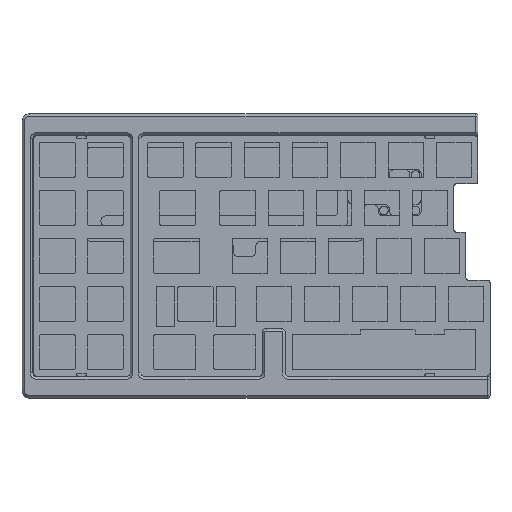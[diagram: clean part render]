
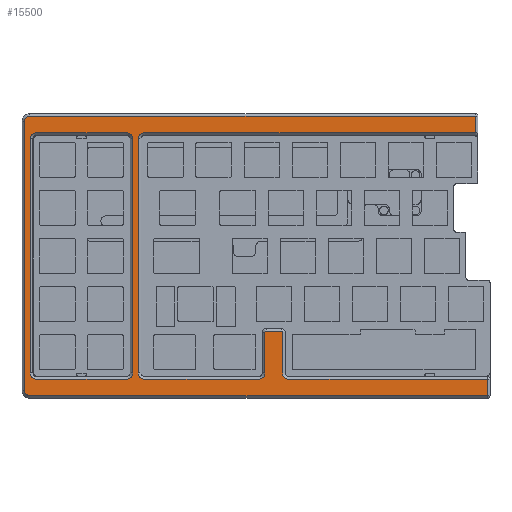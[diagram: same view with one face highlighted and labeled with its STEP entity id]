
A CAD part, top view. The second image highlights one B-rep face of the part: STEP entity #15500.
In plain terms, the highlighted planar face has unit normal (0, 0, 1).
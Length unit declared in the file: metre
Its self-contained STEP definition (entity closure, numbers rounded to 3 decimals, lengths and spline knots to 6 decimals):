
#999=CIRCLE('',#16906,0.0025);
#1000=CIRCLE('',#16907,0.0025);
#1001=CIRCLE('',#16908,0.0025);
#1002=CIRCLE('',#16909,0.0025);
#1003=CIRCLE('',#16910,0.0025);
#1004=CIRCLE('',#16911,0.002);
#1005=CIRCLE('',#16912,0.002);
#1006=CIRCLE('',#16913,0.0025);
#1007=CIRCLE('',#16914,0.0005);
#1008=CIRCLE('',#16915,0.0005);
#1009=CIRCLE('',#16916,0.0025);
#1010=CIRCLE('',#16917,0.0025);
#2491=LINE('',#26148,#3999);
#2492=LINE('',#26152,#4000);
#2493=LINE('',#26156,#4001);
#2494=LINE('',#26160,#4002);
#2495=LINE('',#26164,#4003);
#2496=LINE('',#26166,#4004);
#2497=LINE('',#26168,#4005);
#2498=LINE('',#26172,#4006);
#2499=LINE('',#26176,#4007);
#2500=LINE('',#26178,#4008);
#2501=LINE('',#26180,#4009);
#2502=LINE('',#26184,#4010);
#2503=LINE('',#26188,#4011);
#2504=LINE('',#26192,#4012);
#2505=LINE('',#26196,#4013);
#2506=LINE('',#26200,#4014);
#3999=VECTOR('',#21044,1.);
#4000=VECTOR('',#21047,1.);
#4001=VECTOR('',#21050,1.);
#4002=VECTOR('',#21053,1.);
#4003=VECTOR('',#21056,1.);
#4004=VECTOR('',#21057,1.);
#4005=VECTOR('',#21058,1.);
#4006=VECTOR('',#21061,1.);
#4007=VECTOR('',#21064,1.);
#4008=VECTOR('',#21065,1.);
#4009=VECTOR('',#21066,1.);
#4010=VECTOR('',#21069,1.);
#4011=VECTOR('',#21072,1.);
#4012=VECTOR('',#21075,1.);
#4013=VECTOR('',#21078,1.);
#4014=VECTOR('',#21081,1.);
#8197=ORIENTED_EDGE('',*,*,#10674,.T.);
#8198=ORIENTED_EDGE('',*,*,#10675,.T.);
#8199=ORIENTED_EDGE('',*,*,#10676,.T.);
#8200=ORIENTED_EDGE('',*,*,#10677,.T.);
#8201=ORIENTED_EDGE('',*,*,#10678,.T.);
#8202=ORIENTED_EDGE('',*,*,#10679,.T.);
#8203=ORIENTED_EDGE('',*,*,#10680,.T.);
#8204=ORIENTED_EDGE('',*,*,#10681,.T.);
#8205=ORIENTED_EDGE('',*,*,#10682,.T.);
#8206=ORIENTED_EDGE('',*,*,#10683,.T.);
#8207=ORIENTED_EDGE('',*,*,#10684,.T.);
#8208=ORIENTED_EDGE('',*,*,#10685,.T.);
#8209=ORIENTED_EDGE('',*,*,#10686,.T.);
#8210=ORIENTED_EDGE('',*,*,#10687,.T.);
#8211=ORIENTED_EDGE('',*,*,#10688,.T.);
#8212=ORIENTED_EDGE('',*,*,#10689,.T.);
#8213=ORIENTED_EDGE('',*,*,#10690,.T.);
#8214=ORIENTED_EDGE('',*,*,#10691,.T.);
#8215=ORIENTED_EDGE('',*,*,#10692,.T.);
#8216=ORIENTED_EDGE('',*,*,#10693,.T.);
#8217=ORIENTED_EDGE('',*,*,#10694,.T.);
#8218=ORIENTED_EDGE('',*,*,#10695,.T.);
#8219=ORIENTED_EDGE('',*,*,#10696,.T.);
#8220=ORIENTED_EDGE('',*,*,#10697,.T.);
#8221=ORIENTED_EDGE('',*,*,#10698,.T.);
#8222=ORIENTED_EDGE('',*,*,#10699,.T.);
#8223=ORIENTED_EDGE('',*,*,#10700,.T.);
#8224=ORIENTED_EDGE('',*,*,#10701,.T.);
#10674=EDGE_CURVE('',#12243,#12244,#999,.F.);
#10675=EDGE_CURVE('',#12244,#12245,#2491,.T.);
#10676=EDGE_CURVE('',#12245,#12246,#1000,.F.);
#10677=EDGE_CURVE('',#12246,#12247,#2492,.T.);
#10678=EDGE_CURVE('',#12247,#12248,#1001,.F.);
#10679=EDGE_CURVE('',#12248,#12249,#2493,.T.);
#10680=EDGE_CURVE('',#12249,#12250,#1002,.F.);
#10681=EDGE_CURVE('',#12250,#12243,#2494,.T.);
#10682=EDGE_CURVE('',#12251,#12252,#1003,.F.);
#10683=EDGE_CURVE('',#12252,#12253,#2495,.T.);
#10684=EDGE_CURVE('',#12253,#12254,#2496,.T.);
#10685=EDGE_CURVE('',#12254,#12255,#2497,.T.);
#10686=EDGE_CURVE('',#12255,#12256,#1004,.T.);
#10687=EDGE_CURVE('',#12256,#12257,#2498,.T.);
#10688=EDGE_CURVE('',#12257,#12258,#1005,.T.);
#10689=EDGE_CURVE('',#12258,#12259,#2499,.T.);
#10690=EDGE_CURVE('',#12259,#12260,#2500,.T.);
#10691=EDGE_CURVE('',#12260,#12261,#2501,.T.);
#10692=EDGE_CURVE('',#12261,#12262,#1006,.F.);
#10693=EDGE_CURVE('',#12262,#12263,#2502,.T.);
#10694=EDGE_CURVE('',#12263,#12264,#1007,.T.);
#10695=EDGE_CURVE('',#12264,#12265,#2503,.T.);
#10696=EDGE_CURVE('',#12265,#12266,#1008,.T.);
#10697=EDGE_CURVE('',#12266,#12267,#2504,.T.);
#10698=EDGE_CURVE('',#12267,#12268,#1009,.F.);
#10699=EDGE_CURVE('',#12268,#12269,#2505,.T.);
#10700=EDGE_CURVE('',#12269,#12270,#1010,.F.);
#10701=EDGE_CURVE('',#12270,#12251,#2506,.T.);
#12243=VERTEX_POINT('',#26146);
#12244=VERTEX_POINT('',#26147);
#12245=VERTEX_POINT('',#26149);
#12246=VERTEX_POINT('',#26151);
#12247=VERTEX_POINT('',#26153);
#12248=VERTEX_POINT('',#26155);
#12249=VERTEX_POINT('',#26157);
#12250=VERTEX_POINT('',#26159);
#12251=VERTEX_POINT('',#26162);
#12252=VERTEX_POINT('',#26163);
#12253=VERTEX_POINT('',#26165);
#12254=VERTEX_POINT('',#26167);
#12255=VERTEX_POINT('',#26169);
#12256=VERTEX_POINT('',#26171);
#12257=VERTEX_POINT('',#26173);
#12258=VERTEX_POINT('',#26175);
#12259=VERTEX_POINT('',#26177);
#12260=VERTEX_POINT('',#26179);
#12261=VERTEX_POINT('',#26181);
#12262=VERTEX_POINT('',#26183);
#12263=VERTEX_POINT('',#26185);
#12264=VERTEX_POINT('',#26187);
#12265=VERTEX_POINT('',#26189);
#12266=VERTEX_POINT('',#26191);
#12267=VERTEX_POINT('',#26193);
#12268=VERTEX_POINT('',#26195);
#12269=VERTEX_POINT('',#26197);
#12270=VERTEX_POINT('',#26199);
#13267=EDGE_LOOP('',(#8197,#8198,#8199,#8200,#8201,#8202,#8203,#8204));
#13268=EDGE_LOOP('',(#8205,#8206,#8207,#8208,#8209,#8210,#8211,#8212,#8213,
#8214,#8215,#8216,#8217,#8218,#8219,#8220,#8221,#8222,#8223,#8224));
#14245=FACE_BOUND('',#13267,.T.);
#14246=FACE_BOUND('',#13268,.T.);
#14742=PLANE('',#16905);
#15500=ADVANCED_FACE('',(#14245,#14246),#14742,.T.);
#16905=AXIS2_PLACEMENT_3D('',#26144,#21040,#21041);
#16906=AXIS2_PLACEMENT_3D('',#26145,#21042,#21043);
#16907=AXIS2_PLACEMENT_3D('',#26150,#21045,#21046);
#16908=AXIS2_PLACEMENT_3D('',#26154,#21048,#21049);
#16909=AXIS2_PLACEMENT_3D('',#26158,#21051,#21052);
#16910=AXIS2_PLACEMENT_3D('',#26161,#21054,#21055);
#16911=AXIS2_PLACEMENT_3D('',#26170,#21059,#21060);
#16912=AXIS2_PLACEMENT_3D('',#26174,#21062,#21063);
#16913=AXIS2_PLACEMENT_3D('',#26182,#21067,#21068);
#16914=AXIS2_PLACEMENT_3D('',#26186,#21070,#21071);
#16915=AXIS2_PLACEMENT_3D('',#26190,#21073,#21074);
#16916=AXIS2_PLACEMENT_3D('',#26194,#21076,#21077);
#16917=AXIS2_PLACEMENT_3D('',#26198,#21079,#21080);
#21040=DIRECTION('',(0.,0.,1.));
#21041=DIRECTION('',(1.,0.,0.));
#21042=DIRECTION('',(0.,0.,1.));
#21043=DIRECTION('',(1.,0.,0.));
#21044=DIRECTION('',(1.,0.,0.));
#21045=DIRECTION('',(0.,0.,1.));
#21046=DIRECTION('',(1.,0.,0.));
#21047=DIRECTION('',(0.,-1.,0.));
#21048=DIRECTION('',(0.,0.,1.));
#21049=DIRECTION('',(1.,0.,0.));
#21050=DIRECTION('',(-1.,0.,0.));
#21051=DIRECTION('',(0.,0.,1.));
#21052=DIRECTION('',(1.,0.,0.));
#21053=DIRECTION('',(0.,1.,0.));
#21054=DIRECTION('',(0.,0.,1.));
#21055=DIRECTION('',(1.,0.,0.));
#21056=DIRECTION('',(1.,0.,0.));
#21057=DIRECTION('',(0.,1.,0.));
#21058=DIRECTION('',(-1.,0.,0.));
#21059=DIRECTION('',(0.,0.,1.));
#21060=DIRECTION('',(1.,0.,0.));
#21061=DIRECTION('',(0.,-1.,0.));
#21062=DIRECTION('',(0.,0.,1.));
#21063=DIRECTION('',(1.,0.,0.));
#21064=DIRECTION('',(1.,0.,0.));
#21065=DIRECTION('',(0.,1.,0.));
#21066=DIRECTION('',(-1.,0.,0.));
#21067=DIRECTION('',(0.,0.,1.));
#21068=DIRECTION('',(1.,0.,0.));
#21069=DIRECTION('',(0.,1.,0.));
#21070=DIRECTION('',(0.,0.,1.));
#21071=DIRECTION('',(1.,0.,0.));
#21072=DIRECTION('',(-1.,0.,0.));
#21073=DIRECTION('',(0.,0.,1.));
#21074=DIRECTION('',(1.,0.,0.));
#21075=DIRECTION('',(0.,-1.,0.));
#21076=DIRECTION('',(0.,0.,1.));
#21077=DIRECTION('',(1.,0.,0.));
#21078=DIRECTION('',(-1.,0.,0.));
#21079=DIRECTION('',(0.,0.,1.));
#21080=DIRECTION('',(1.,0.,0.));
#21081=DIRECTION('',(0.,1.,0.));
#26144=CARTESIAN_POINT('',(-0.002256,0.,0.009));
#26145=CARTESIAN_POINT('',(-0.089238,0.046375,0.009));
#26146=CARTESIAN_POINT('',(-0.091738,0.046375,0.009));
#26147=CARTESIAN_POINT('',(-0.089238,0.048875,0.009));
#26148=CARTESIAN_POINT('',(-0.053638,0.048875,0.009));
#26149=CARTESIAN_POINT('',(-0.053638,0.048875,0.009));
#26150=CARTESIAN_POINT('',(-0.053638,0.046375,0.009));
#26151=CARTESIAN_POINT('',(-0.051138,0.046375,0.009));
#26152=CARTESIAN_POINT('',(-0.051138,-0.046375,0.009));
#26153=CARTESIAN_POINT('',(-0.051138,-0.046375,0.009));
#26154=CARTESIAN_POINT('',(-0.053638,-0.046375,0.009));
#26155=CARTESIAN_POINT('',(-0.053638,-0.048875,0.009));
#26156=CARTESIAN_POINT('',(-0.002256,-0.048875,0.009));
#26157=CARTESIAN_POINT('',(-0.089238,-0.048875,0.009));
#26158=CARTESIAN_POINT('',(-0.089238,-0.046375,0.009));
#26159=CARTESIAN_POINT('',(-0.091738,-0.046375,0.009));
#26160=CARTESIAN_POINT('',(-0.091738,0.,0.009));
#26161=CARTESIAN_POINT('',(-0.046375,0.046375,0.009));
#26162=CARTESIAN_POINT('',(-0.048875,0.046375,0.009));
#26163=CARTESIAN_POINT('',(-0.046375,0.048875,0.009));
#26164=CARTESIAN_POINT('',(0.084725,0.048875,0.009));
#26165=CARTESIAN_POINT('',(0.084725,0.048875,0.009));
#26166=CARTESIAN_POINT('',(0.084725,0.055375,0.009));
#26167=CARTESIAN_POINT('',(0.084725,0.055375,0.009));
#26168=CARTESIAN_POINT('',(-0.092,0.055375,0.009));
#26169=CARTESIAN_POINT('',(-0.092,0.055375,0.009));
#26170=CARTESIAN_POINT('',(-0.092,0.053375,0.009));
#26171=CARTESIAN_POINT('',(-0.094,0.053375,0.009));
#26172=CARTESIAN_POINT('',(-0.094,-0.053375,0.009));
#26173=CARTESIAN_POINT('',(-0.094,-0.053375,0.009));
#26174=CARTESIAN_POINT('',(-0.092,-0.053375,0.009));
#26175=CARTESIAN_POINT('',(-0.092,-0.055375,0.009));
#26176=CARTESIAN_POINT('',(0.089488,-0.055375,0.009));
#26177=CARTESIAN_POINT('',(0.089488,-0.055375,0.009));
#26178=CARTESIAN_POINT('',(0.089488,-0.048875,0.009));
#26179=CARTESIAN_POINT('',(0.089488,-0.048875,0.009));
#26180=CARTESIAN_POINT('',(-0.002256,-0.048875,0.009));
#26181=CARTESIAN_POINT('',(0.010775,-0.048875,0.009));
#26182=CARTESIAN_POINT('',(0.010775,-0.046375,0.009));
#26183=CARTESIAN_POINT('',(0.008275,-0.046375,0.009));
#26184=CARTESIAN_POINT('',(0.008275,-0.030325,0.009));
#26185=CARTESIAN_POINT('',(0.008275,-0.030325,0.009));
#26186=CARTESIAN_POINT('',(0.007775,-0.030325,0.009));
#26187=CARTESIAN_POINT('',(0.007775,-0.029825,0.009));
#26188=CARTESIAN_POINT('',(-0.002256,-0.029825,0.009));
#26189=CARTESIAN_POINT('',(0.00175,-0.029825,0.009));
#26190=CARTESIAN_POINT('',(0.00175,-0.030325,0.009));
#26191=CARTESIAN_POINT('',(0.00125,-0.030325,0.009));
#26192=CARTESIAN_POINT('',(0.00125,0.,0.009));
#26193=CARTESIAN_POINT('',(0.00125,-0.046375,0.009));
#26194=CARTESIAN_POINT('',(-0.00125,-0.046375,0.009));
#26195=CARTESIAN_POINT('',(-0.00125,-0.048875,0.009));
#26196=CARTESIAN_POINT('',(-0.002256,-0.048875,0.009));
#26197=CARTESIAN_POINT('',(-0.046375,-0.048875,0.009));
#26198=CARTESIAN_POINT('',(-0.046375,-0.046375,0.009));
#26199=CARTESIAN_POINT('',(-0.048875,-0.046375,0.009));
#26200=CARTESIAN_POINT('',(-0.048875,0.,0.009));
